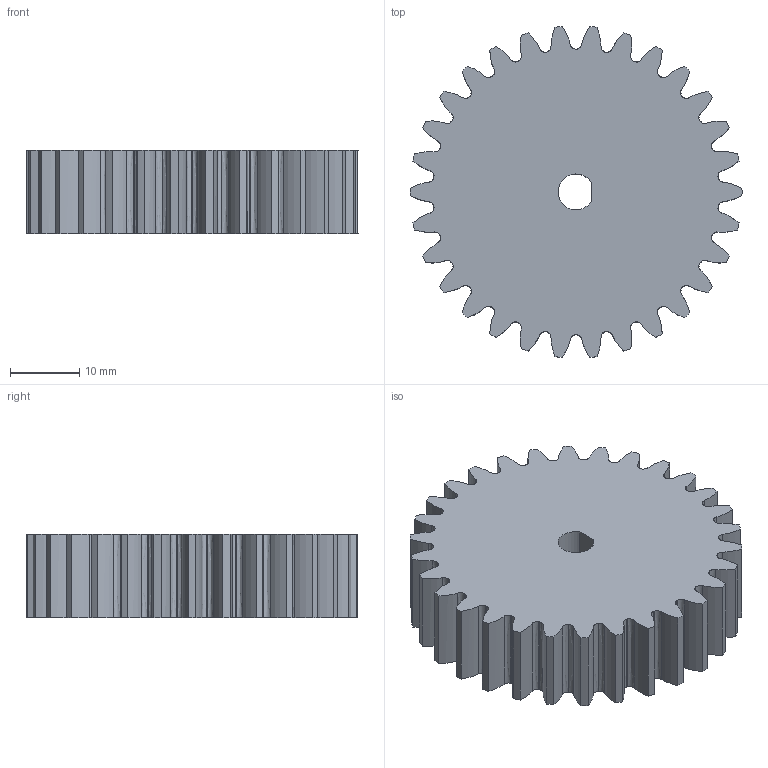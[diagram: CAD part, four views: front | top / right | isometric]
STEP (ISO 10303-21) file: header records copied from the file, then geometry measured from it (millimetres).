
FILE_DESCRIPTION(/* description */ ('','CAx-IF Rec.Pracs.---Representation and Presentation of Product Manufacturing Information (PMI)---4.0---2014-10-13'),/* implementation_level */ '2;1');
FILE_NAME(/* name */ 'AGear.step',/* time_stamp */ '2025-04-30T15:04:37-06:00',/* author */ (''),/* organization */ (''),/* preprocessor_version */ 'ST-DEVELOPER v20',/* originating_system */ 'Autodesk Translation Framework v13.20.0.188',/* authorisation */ '');
FILE_SCHEMA (('AP242_MANAGED_MODEL_BASED_3D_ENGINEERING_MIM_LF { 1 0 10303 442 1 1 4 }'));
Length unit declared in the file: millimetre
Products named in the file (2): AGear; Spur Gear (30 teeth)
Assembly tree (1 placements, depth 2):
  AGear
    Spur Gear (30 teeth)
Bounding box: 48 x 47.84 x 12 mm (x, y, z)
Volume: 18646 mm3; surface area: 6585.9 mm2
Topology: 1 solids, 1 shells, 184 faces, 546 edges, 364 vertices
Faces by surface type: bspline 120, cylinder 61, plane 3
Entity records: 24393 total; most frequent: CARTESIAN_POINT 20541, ORIENTED_EDGE 1092, EDGE_CURVE 546, DIRECTION 442, VERTEX_POINT 364, B_SPLINE_CURVE_WITH_KNOTS 240, AXIS2_PLACEMENT_3D 189, EDGE_LOOP 186
